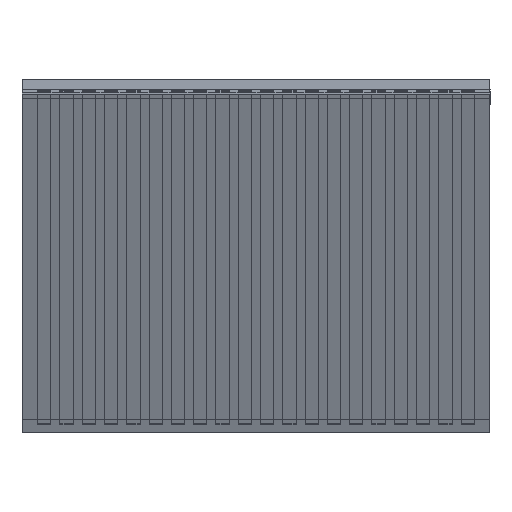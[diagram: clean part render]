
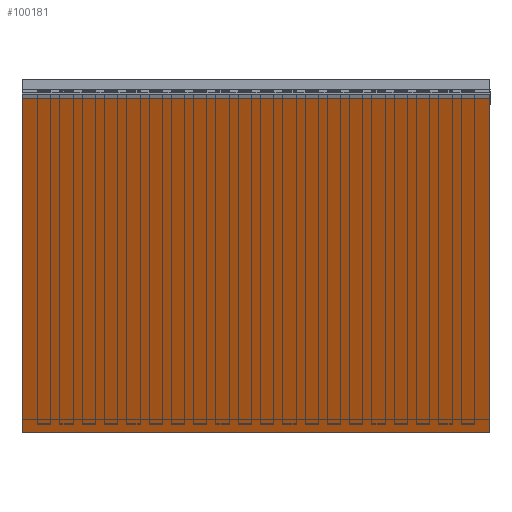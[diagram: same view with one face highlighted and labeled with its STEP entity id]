
A CAD part, left-side view. The second image highlights one B-rep face of the part: STEP entity #100181.
In plain terms, the highlighted planar face has unit normal (-0.916, 0, -0.401).
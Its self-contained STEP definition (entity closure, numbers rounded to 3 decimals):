
#1607=ORIENTED_EDGE('',*,*,#20885,.T.);
#1608=ORIENTED_EDGE('',*,*,#21170,.F.);
#1609=ORIENTED_EDGE('',*,*,#21158,.F.);
#1610=ORIENTED_EDGE('',*,*,#21171,.T.);
#20885=EDGE_CURVE('',#30706,#30705,#37424,.T.);
#21158=EDGE_CURVE('',#30953,#30954,#37697,.T.);
#21170=EDGE_CURVE('',#30954,#30705,#37709,.T.);
#21171=EDGE_CURVE('',#30953,#30706,#37710,.T.);
#30705=VERTEX_POINT('',#128698);
#30706=VERTEX_POINT('',#128700);
#30953=VERTEX_POINT('',#129221);
#30954=VERTEX_POINT('',#129223);
#37424=LINE('',#128699,#47365);
#37697=LINE('',#129222,#47638);
#37709=LINE('',#129244,#47650);
#37710=LINE('',#129246,#47651);
#47365=VECTOR('',#109931,1000.);
#47638=VECTOR('',#110208,1000.);
#47650=VECTOR('',#110232,1000.);
#47651=VECTOR('',#110235,1000.);
#56980=EDGE_LOOP('',(#1607,#1608,#1609,#1610));
#61285=FACE_BOUND('',#56980,.T.);
#65590=PLANE('',#104973);
#100181=ADVANCED_FACE('',(#61285),#65590,.F.);
#104973=AXIS2_PLACEMENT_3D('',#129245,#110233,#110234);
#109931=DIRECTION('',(-0.401,0.,0.916));
#110208=DIRECTION('',(-0.401,0.,0.916));
#110232=DIRECTION('',(0.,-1.,0.));
#110233=DIRECTION('',(0.916,0.,0.401));
#110234=DIRECTION('',(0.401,0.,-0.916));
#110235=DIRECTION('',(0.,-1.,0.));
#128698=CARTESIAN_POINT('',(35.04,0.,-0.167));
#128699=CARTESIAN_POINT('',(35.04,0.,-0.167));
#128700=CARTESIAN_POINT('',(38.32,0.,-7.66));
#129221=CARTESIAN_POINT('',(38.32,10.5,-7.66));
#129222=CARTESIAN_POINT('',(35.04,10.5,-0.167));
#129223=CARTESIAN_POINT('',(35.04,10.5,-0.167));
#129244=CARTESIAN_POINT('',(35.04,10.5,-0.167));
#129245=CARTESIAN_POINT('',(35.04,10.5,-0.167));
#129246=CARTESIAN_POINT('',(38.32,10.5,-7.66));
